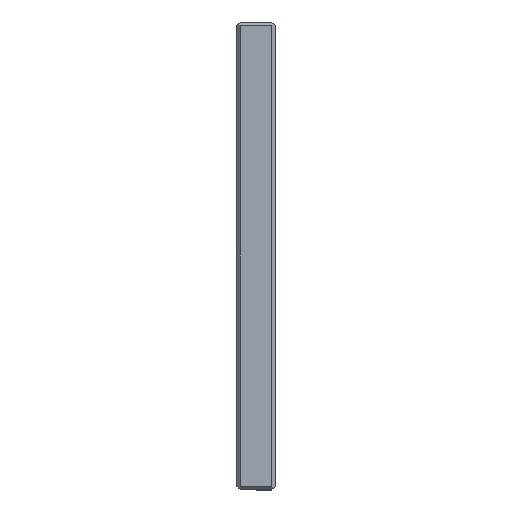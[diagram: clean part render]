
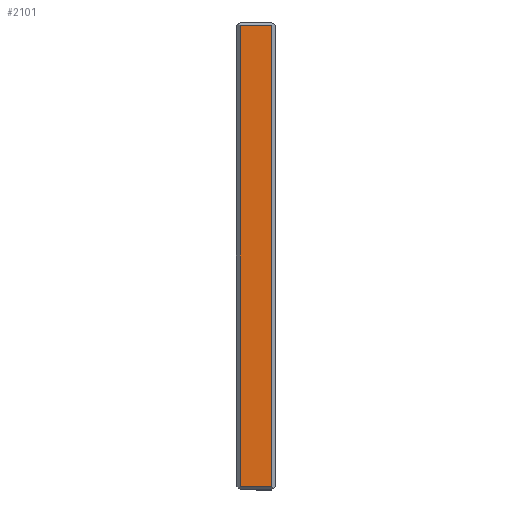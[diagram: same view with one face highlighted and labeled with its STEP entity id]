
A CAD part, left-side view. The second image highlights one B-rep face of the part: STEP entity #2101.
In plain terms, the highlighted planar face has unit normal (-1, 0, 0).
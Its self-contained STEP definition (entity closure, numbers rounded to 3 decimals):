
#20 = LINE ( 'NONE', #477, #2142 ) ;
#52 = CARTESIAN_POINT ( 'NONE',  ( -307., 18., 118. ) ) ;
#79 = VECTOR ( 'NONE', #3391, 1000. ) ;
#90 = EDGE_LOOP ( 'NONE', ( #3490, #4371, #4557, #3304 ) ) ;
#473 = LINE ( 'NONE', #2047, #1833 ) ;
#477 = CARTESIAN_POINT ( 'NONE',  ( -307., 18., 0. ) ) ;
#526 = CARTESIAN_POINT ( 'NONE',  ( -307., 20., -118. ) ) ;
#770 = CARTESIAN_POINT ( 'NONE',  ( -307., 2., -120. ) ) ;
#871 = EDGE_CURVE ( 'NONE', #3195, #4907, #20, .T. ) ;
#1162 = EDGE_CURVE ( 'NONE', #3195, #1879, #1562, .T. ) ;
#1164 = VECTOR ( 'NONE', #4952, 1000. ) ;
#1562 = LINE ( 'NONE', #526, #79 ) ;
#1826 = EDGE_CURVE ( 'NONE', #3010, #4907, #473, .T. ) ;
#1833 = VECTOR ( 'NONE', #3752, 1000. ) ;
#1879 = VERTEX_POINT ( 'NONE', #5092 ) ;
#2047 = CARTESIAN_POINT ( 'NONE',  ( -307., 20., 118. ) ) ;
#2101 = ADVANCED_FACE ( 'NONE', ( #2927 ), #3969, .T. ) ;
#2120 = DIRECTION ( 'NONE',  ( 0., 0., 1. ) ) ;
#2142 = VECTOR ( 'NONE', #2120, 1000. ) ;
#2169 = CARTESIAN_POINT ( 'NONE',  ( -307., 2., 118. ) ) ;
#2927 = FACE_OUTER_BOUND ( 'NONE', #90, .T. ) ;
#3010 = VERTEX_POINT ( 'NONE', #2169 ) ;
#3117 = DIRECTION ( 'NONE',  ( -1., 0., 0. ) ) ;
#3146 = CARTESIAN_POINT ( 'NONE',  ( -307., 18., -118. ) ) ;
#3195 = VERTEX_POINT ( 'NONE', #3146 ) ;
#3304 = ORIENTED_EDGE ( 'NONE', *, *, #5361, .T. ) ;
#3391 = DIRECTION ( 'NONE',  ( 0., -1., 0. ) ) ;
#3490 = ORIENTED_EDGE ( 'NONE', *, *, #1826, .T. ) ;
#3646 = LINE ( 'NONE', #770, #1164 ) ;
#3752 = DIRECTION ( 'NONE',  ( 0., 1., 0. ) ) ;
#3969 = PLANE ( 'NONE',  #4049 ) ;
#4049 = AXIS2_PLACEMENT_3D ( 'NONE', #4813, #3117, #4384 ) ;
#4371 = ORIENTED_EDGE ( 'NONE', *, *, #871, .F. ) ;
#4384 = DIRECTION ( 'NONE',  ( 0., 0., 1. ) ) ;
#4557 = ORIENTED_EDGE ( 'NONE', *, *, #1162, .T. ) ;
#4813 = CARTESIAN_POINT ( 'NONE',  ( -307., 20., -120. ) ) ;
#4907 = VERTEX_POINT ( 'NONE', #52 ) ;
#4952 = DIRECTION ( 'NONE',  ( 0., 0., 1. ) ) ;
#5092 = CARTESIAN_POINT ( 'NONE',  ( -307., 2., -118. ) ) ;
#5361 = EDGE_CURVE ( 'NONE', #1879, #3010, #3646, .T. ) ;
